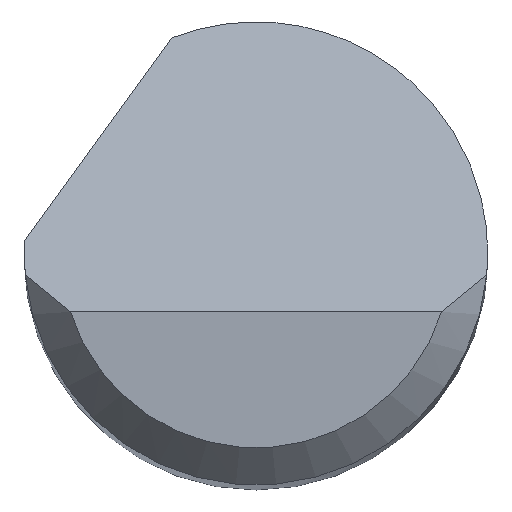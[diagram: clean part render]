
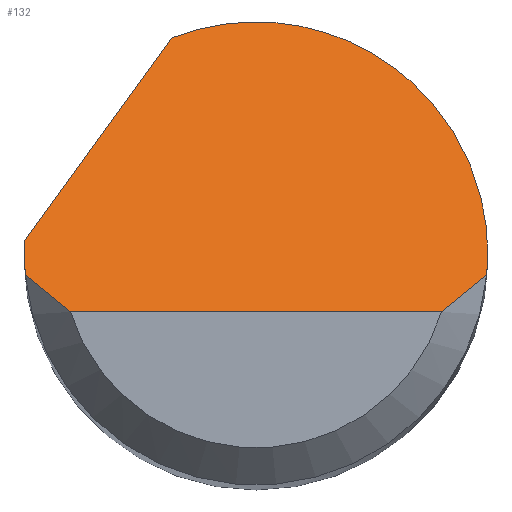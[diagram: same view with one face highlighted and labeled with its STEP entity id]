
A CAD part, top view. The second image highlights one B-rep face of the part: STEP entity #132.
In plain terms, the highlighted planar face has unit normal (0, 0.707, 0.707).
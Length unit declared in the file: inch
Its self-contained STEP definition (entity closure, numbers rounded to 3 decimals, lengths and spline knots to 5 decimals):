
#4 = CARTESIAN_POINT ( 'NONE',  ( -0.09375, -0.02375, 1.5 ) ) ;
#12 = ORIENTED_EDGE ( 'NONE', *, *, #545, .F. ) ;
#16 = VERTEX_POINT ( 'NONE', #228 ) ;
#36 = CARTESIAN_POINT ( 'NONE',  ( 0.09375, 0., 1.47625 ) ) ;
#43 = CARTESIAN_POINT ( 'NONE',  ( 0.09334, -0.00875, 1.485 ) ) ;
#50 = B_SPLINE_CURVE_WITH_KNOTS ( 'NONE', 3,
 ( #510, #507, #103, #465 ),
 .UNSPECIFIED., .F., .F.,
 ( 4, 4 ),
 ( 0., 0.00071 ),
 .UNSPECIFIED. ) ;
#62 = VECTOR ( 'NONE', #314, 39.37008 ) ;
#63 = CARTESIAN_POINT ( 'NONE',  ( -0.07508, -0.02375, 1.5 ) ) ;
#66 = CARTESIAN_POINT ( 'NONE',  ( -0.09375, 0., 1.47625 ) ) ;
#69 = CARTESIAN_POINT ( 'NONE',  ( -0.07508, -0.02375, 1.5 ) ) ;
#71 = CARTESIAN_POINT ( 'NONE',  ( -0.09334, -0.00875, 1.485 ) ) ;
#76 = VERTEX_POINT ( 'NONE', #412 ) ;
#102 = EDGE_CURVE ( 'NONE', #194, #306, #410, .T. ) ;
#103 = CARTESIAN_POINT ( 'NONE',  ( 0.08761, -0.01397, 1.49022 ) ) ;
#105 =( BOUNDED_CURVE ( )  B_SPLINE_CURVE ( 3, ( #233, #409, #188, #144 ),
 .UNSPECIFIED., .F., .T. ) 
 B_SPLINE_CURVE_WITH_KNOTS ( ( 4, 4 ),
 ( 5.91277, 7.85398 ),
 .UNSPECIFIED. ) 
 CURVE ( )  GEOMETRIC_REPRESENTATION_ITEM ( )  RATIONAL_B_SPLINE_CURVE ( ( 1., 0.71, 0.71, 1. ) ) 
 REPRESENTATION_ITEM ( '' )  );
#123 = ORIENTED_EDGE ( 'NONE', *, *, #550, .T. ) ;
#132 = ADVANCED_FACE ( 'NONE', ( #382 ), #546, .F. ) ;
#133 = ORIENTED_EDGE ( 'NONE', *, *, #350, .F. ) ;
#134 = LINE ( 'NONE', #491, #62 ) ;
#138 = LINE ( 'NONE', #312, #392 ) ;
#144 = CARTESIAN_POINT ( 'NONE',  ( 0.09375, 0., 1.47625 ) ) ;
#148 = CARTESIAN_POINT ( 'NONE',  ( -0.08761, -0.01397, 1.49022 ) ) ;
#153 = EDGE_LOOP ( 'NONE', ( #123, #186, #415, #133, #343, #378, #12, #325 ) ) ;
#157 = CARTESIAN_POINT ( 'NONE',  ( -0.09371, 0.00333, 1.47292 ) ) ;
#186 = ORIENTED_EDGE ( 'NONE', *, *, #253, .T. ) ;
#188 = CARTESIAN_POINT ( 'NONE',  ( 0.09375, 0.07266, 1.40359 ) ) ;
#190 = VERTEX_POINT ( 'NONE', #517 ) ;
#194 = VERTEX_POINT ( 'NONE', #71 ) ;
#197 = CARTESIAN_POINT ( 'NONE',  ( -0.09362, 0.005, 1.47125 ) ) ;
#213 = VERTEX_POINT ( 'NONE', #427 ) ;
#222 = EDGE_CURVE ( 'NONE', #213, #76, #300, .T. ) ;
#228 = CARTESIAN_POINT ( 'NONE',  ( -0.09362, 0.005, 1.47125 ) ) ;
#233 = CARTESIAN_POINT ( 'NONE',  ( -0.03394, 0.08739, 1.38886 ) ) ;
#240 = VERTEX_POINT ( 'NONE', #461 ) ;
#253 = EDGE_CURVE ( 'NONE', #190, #76, #50, .T. ) ;
#267 = CARTESIAN_POINT ( 'NONE',  ( -0.09361, -0.00584, 1.48209 ) ) ;
#288 = EDGE_CURVE ( 'NONE', #240, #16, #334, .T. ) ;
#293 = CARTESIAN_POINT ( 'NONE',  ( 0.09361, -0.00584, 1.48209 ) ) ;
#294 = CARTESIAN_POINT ( 'NONE',  ( 0.09375, -0.00292, 1.47917 ) ) ;
#300 =( BOUNDED_CURVE ( )  B_SPLINE_CURVE ( 3, ( #36, #294, #293, #43 ),
 .UNSPECIFIED., .F., .T. ) 
 B_SPLINE_CURVE_WITH_KNOTS ( ( 4, 4 ),
 ( 1.5708, 1.66427 ),
 .UNSPECIFIED. ) 
 CURVE ( )  GEOMETRIC_REPRESENTATION_ITEM ( )  RATIONAL_B_SPLINE_CURVE ( ( 1., 0.999, 0.999, 1. ) ) 
 REPRESENTATION_ITEM ( '' )  );
#303 = AXIS2_PLACEMENT_3D ( 'NONE', #4, #478, #385 ) ;
#306 = VERTEX_POINT ( 'NONE', #69 ) ;
#312 = CARTESIAN_POINT ( 'NONE',  ( -0.11014, -0.01781, 1.49406 ) ) ;
#314 = DIRECTION ( 'NONE',  ( 1., 0., 0. ) ) ;
#317 = CARTESIAN_POINT ( 'NONE',  ( -0.09375, -0.00292, 1.47917 ) ) ;
#325 = ORIENTED_EDGE ( 'NONE', *, *, #102, .T. ) ;
#326 = EDGE_CURVE ( 'NONE', #530, #16, #138, .T. ) ;
#334 =( BOUNDED_CURVE ( )  B_SPLINE_CURVE ( 3, ( #66, #540, #157, #197 ),
 .UNSPECIFIED., .F., .F. ) 
 B_SPLINE_CURVE_WITH_KNOTS ( ( 4, 4 ),
 ( 4.71239, 4.76575 ),
 .UNSPECIFIED. ) 
 CURVE ( )  GEOMETRIC_REPRESENTATION_ITEM ( )  RATIONAL_B_SPLINE_CURVE ( ( 1., 1., 1., 1. ) ) 
 REPRESENTATION_ITEM ( '' )  );
#338 =( BOUNDED_CURVE ( )  B_SPLINE_CURVE ( 3, ( #361, #267, #317, #407 ),
 .UNSPECIFIED., .F., .T. ) 
 B_SPLINE_CURVE_WITH_KNOTS ( ( 4, 4 ),
 ( 4.61892, 4.71239 ),
 .UNSPECIFIED. ) 
 CURVE ( )  GEOMETRIC_REPRESENTATION_ITEM ( )  RATIONAL_B_SPLINE_CURVE ( ( 1., 0.999, 0.999, 1. ) ) 
 REPRESENTATION_ITEM ( '' )  );
#343 = ORIENTED_EDGE ( 'NONE', *, *, #326, .T. ) ;
#350 = EDGE_CURVE ( 'NONE', #530, #213, #105, .T. ) ;
#361 = CARTESIAN_POINT ( 'NONE',  ( -0.09334, -0.00875, 1.485 ) ) ;
#378 = ORIENTED_EDGE ( 'NONE', *, *, #288, .F. ) ;
#382 = FACE_OUTER_BOUND ( 'NONE', #153, .T. ) ;
#385 = DIRECTION ( 'NONE',  ( 0., 0.707, -0.707 ) ) ;
#392 = VECTOR ( 'NONE', #501, 39.37008 ) ;
#407 = CARTESIAN_POINT ( 'NONE',  ( -0.09375, 0., 1.47625 ) ) ;
#409 = CARTESIAN_POINT ( 'NONE',  ( 0.03379, 0.11369, 1.36256 ) ) ;
#410 = B_SPLINE_CURVE_WITH_KNOTS ( 'NONE', 3,
 ( #539, #148, #464, #63 ),
 .UNSPECIFIED., .F., .F.,
 ( 4, 4 ),
 ( 0., 0.00071 ),
 .UNSPECIFIED. ) ;
#412 = CARTESIAN_POINT ( 'NONE',  ( 0.09334, -0.00875, 1.485 ) ) ;
#415 = ORIENTED_EDGE ( 'NONE', *, *, #222, .F. ) ;
#427 = CARTESIAN_POINT ( 'NONE',  ( 0.09375, 0., 1.47625 ) ) ;
#441 = CARTESIAN_POINT ( 'NONE',  ( -0.03394, 0.08739, 1.38886 ) ) ;
#461 = CARTESIAN_POINT ( 'NONE',  ( -0.09375, 0., 1.47625 ) ) ;
#464 = CARTESIAN_POINT ( 'NONE',  ( -0.08157, -0.019, 1.49525 ) ) ;
#465 = CARTESIAN_POINT ( 'NONE',  ( 0.09334, -0.00875, 1.485 ) ) ;
#478 = DIRECTION ( 'NONE',  ( 0., -0.707, -0.707 ) ) ;
#491 = CARTESIAN_POINT ( 'NONE',  ( 0., -0.02375, 1.5 ) ) ;
#501 = DIRECTION ( 'NONE',  ( -0.456, -0.629, 0.629 ) ) ;
#507 = CARTESIAN_POINT ( 'NONE',  ( 0.08157, -0.019, 1.49525 ) ) ;
#510 = CARTESIAN_POINT ( 'NONE',  ( 0.07508, -0.02375, 1.5 ) ) ;
#517 = CARTESIAN_POINT ( 'NONE',  ( 0.07508, -0.02375, 1.5 ) ) ;
#530 = VERTEX_POINT ( 'NONE', #441 ) ;
#539 = CARTESIAN_POINT ( 'NONE',  ( -0.09334, -0.00875, 1.485 ) ) ;
#540 = CARTESIAN_POINT ( 'NONE',  ( -0.09375, 0.00167, 1.47458 ) ) ;
#545 = EDGE_CURVE ( 'NONE', #194, #240, #338, .T. ) ;
#546 = PLANE ( 'NONE',  #303 ) ;
#550 = EDGE_CURVE ( 'NONE', #306, #190, #134, .T. ) ;
